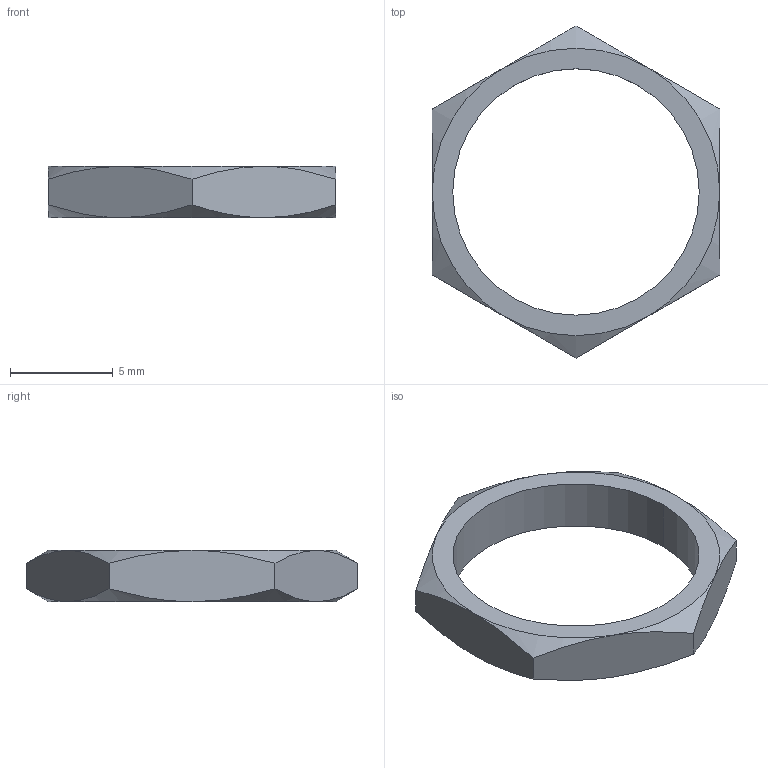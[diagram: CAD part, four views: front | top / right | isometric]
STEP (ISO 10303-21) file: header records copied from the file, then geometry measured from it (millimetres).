
FILE_DESCRIPTION((''),'2;1');
FILE_NAME('TYCO_5227673-1_Part2.stp','2013-09-17T10:31:13',(''),(''),'Mechanical Desktop 2011','Mechanical Desktop 2011',', , ');
FILE_SCHEMA(('AUTOMOTIVE_DESIGN { 1 2 10303 214 1 1 1 1 }'));
Length unit declared in the file: millimetre
Products named in the file (1): Product
Bounding box: 14 x 16.17 x 2.5 mm (x, y, z)
Volume: 135.7 mm3; surface area: 312.9 mm2
Topology: 1 solids, 1 shells, 22 faces, 48 edges, 28 vertices
Faces by surface type: plane 8, cone 6, bspline 6, cylinder 2
Entity records: 695 total; most frequent: CARTESIAN_POINT 249, ORIENTED_EDGE 96, DIRECTION 74, EDGE_CURVE 48, AXIS2_PLACEMENT_3D 33, VERTEX_POINT 28, EDGE_LOOP 24, FACE_OUTER_BOUND 22
